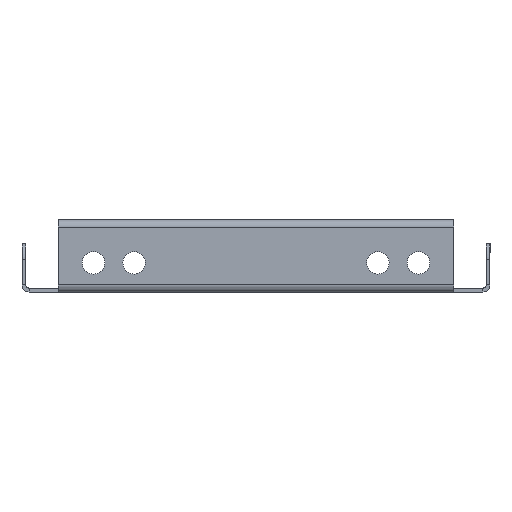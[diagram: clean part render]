
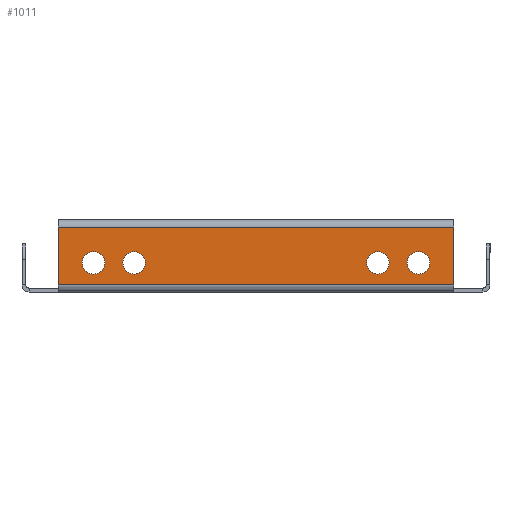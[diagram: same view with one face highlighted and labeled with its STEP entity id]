
A CAD part, left-side view. The second image highlights one B-rep face of the part: STEP entity #1011.
In plain terms, the highlighted planar face has unit normal (-1, 0, 0).
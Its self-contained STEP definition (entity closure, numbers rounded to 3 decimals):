
#25 = EDGE_LOOP ( 'NONE', ( #3290, #1116, #930, #4062 ) ) ;
#26 = LINE ( 'NONE', #53, #852 ) ;
#53 = CARTESIAN_POINT ( 'NONE',  ( -121.7, 0., 18.8 ) ) ;
#56 = DIRECTION ( 'NONE',  ( 0., -1., 0. ) ) ;
#73 = EDGE_CURVE ( 'NONE', #433, #2720, #1609, .T. ) ;
#101 = ORIENTED_EDGE ( 'NONE', *, *, #329, .T. ) ;
#114 = CARTESIAN_POINT ( 'NONE',  ( -121.7, -60.8, 18.8 ) ) ;
#131 = DIRECTION ( 'NONE',  ( 1., 0., 0. ) ) ;
#242 = VERTEX_POINT ( 'NONE', #114 ) ;
#261 = LINE ( 'NONE', #880, #1893 ) ;
#329 = EDGE_CURVE ( 'NONE', #979, #442, #574, .T. ) ;
#372 = EDGE_CURVE ( 'NONE', #2871, #1667, #4090, .T. ) ;
#375 = DIRECTION ( 'NONE',  ( 1., 0., 0. ) ) ;
#433 = VERTEX_POINT ( 'NONE', #3648 ) ;
#442 = VERTEX_POINT ( 'NONE', #522 ) ;
#522 = CARTESIAN_POINT ( 'NONE',  ( -121.7, 37.5, 11.25 ) ) ;
#574 = CIRCLE ( 'NONE', #800, 3.45 ) ;
#579 = DIRECTION ( 'NONE',  ( -1., 0., 0. ) ) ;
#592 = CARTESIAN_POINT ( 'NONE',  ( -121.7, 60.8, 0. ) ) ;
#623 = CARTESIAN_POINT ( 'NONE',  ( -121.7, 0., 0. ) ) ;
#684 = EDGE_CURVE ( 'NONE', #442, #979, #885, .T. ) ;
#798 = VECTOR ( 'NONE', #56, 1000. ) ;
#800 = AXIS2_PLACEMENT_3D ( 'NONE', #2344, #131, #2976 ) ;
#847 = CIRCLE ( 'NONE', #1216, 3.45 ) ;
#852 = VECTOR ( 'NONE', #1242, 1000. ) ;
#880 = CARTESIAN_POINT ( 'NONE',  ( -121.7, -60.8, 0. ) ) ;
#885 = CIRCLE ( 'NONE', #3427, 3.45 ) ;
#900 = CIRCLE ( 'NONE', #1035, 3.45 ) ;
#907 = CARTESIAN_POINT ( 'NONE',  ( -121.7, 50., 7.8 ) ) ;
#930 = ORIENTED_EDGE ( 'NONE', *, *, #3649, .T. ) ;
#979 = VERTEX_POINT ( 'NONE', #2449 ) ;
#1011 = ADVANCED_FACE ( 'NONE', ( #2156, #2315, #1409, #3424, #1823 ), #1232, .T. ) ;
#1022 = CARTESIAN_POINT ( 'NONE',  ( -121.7, -37.5, 4.35 ) ) ;
#1035 = AXIS2_PLACEMENT_3D ( 'NONE', #1993, #1704, #3299 ) ;
#1116 = ORIENTED_EDGE ( 'NONE', *, *, #3250, .T. ) ;
#1154 = DIRECTION ( 'NONE',  ( 0., 0., -1. ) ) ;
#1216 = AXIS2_PLACEMENT_3D ( 'NONE', #1912, #375, #3832 ) ;
#1232 = PLANE ( 'NONE',  #2892 ) ;
#1241 = DIRECTION ( 'NONE',  ( 1., 0., 0. ) ) ;
#1242 = DIRECTION ( 'NONE',  ( 0., 1., 0. ) ) ;
#1264 = DIRECTION ( 'NONE',  ( 0., 0., -1. ) ) ;
#1281 = CARTESIAN_POINT ( 'NONE',  ( -121.7, 50., 4.35 ) ) ;
#1315 = CARTESIAN_POINT ( 'NONE',  ( -121.7, -50., 11.25 ) ) ;
#1409 = FACE_BOUND ( 'NONE', #3383, .T. ) ;
#1424 = CARTESIAN_POINT ( 'NONE',  ( -121.7, -37.5, 11.25 ) ) ;
#1452 = DIRECTION ( 'NONE',  ( 1., 0., 0. ) ) ;
#1516 = DIRECTION ( 'NONE',  ( 0., 0., 1. ) ) ;
#1530 = DIRECTION ( 'NONE',  ( 0., 0., -1. ) ) ;
#1551 = VECTOR ( 'NONE', #1530, 1000. ) ;
#1578 = CARTESIAN_POINT ( 'NONE',  ( -121.7, 0., 1. ) ) ;
#1609 = CIRCLE ( 'NONE', #3453, 3.45 ) ;
#1638 = ORIENTED_EDGE ( 'NONE', *, *, #3262, .T. ) ;
#1667 = VERTEX_POINT ( 'NONE', #1424 ) ;
#1704 = DIRECTION ( 'NONE',  ( 1., 0., 0. ) ) ;
#1823 = FACE_OUTER_BOUND ( 'NONE', #25, .T. ) ;
#1889 = EDGE_CURVE ( 'NONE', #2734, #2016, #2807, .T. ) ;
#1893 = VECTOR ( 'NONE', #3425, 1000. ) ;
#1896 = DIRECTION ( 'NONE',  ( 0., 0., -1. ) ) ;
#1912 = CARTESIAN_POINT ( 'NONE',  ( -121.7, -37.5, 7.8 ) ) ;
#1917 = DIRECTION ( 'NONE',  ( 0., 0., -1. ) ) ;
#1937 = ORIENTED_EDGE ( 'NONE', *, *, #2881, .T. ) ;
#1981 = CARTESIAN_POINT ( 'NONE',  ( -121.7, -50., 7.8 ) ) ;
#1993 = CARTESIAN_POINT ( 'NONE',  ( -121.7, 50., 7.8 ) ) ;
#1997 = AXIS2_PLACEMENT_3D ( 'NONE', #3033, #1452, #1154 ) ;
#2016 = VERTEX_POINT ( 'NONE', #1315 ) ;
#2056 = AXIS2_PLACEMENT_3D ( 'NONE', #1981, #2291, #2625 ) ;
#2156 = FACE_BOUND ( 'NONE', #3530, .T. ) ;
#2210 = ORIENTED_EDGE ( 'NONE', *, *, #372, .T. ) ;
#2289 = LINE ( 'NONE', #1578, #798 ) ;
#2291 = DIRECTION ( 'NONE',  ( 1., 0., 0. ) ) ;
#2294 = EDGE_CURVE ( 'NONE', #4097, #3201, #4037, .T. ) ;
#2315 = FACE_BOUND ( 'NONE', #3371, .T. ) ;
#2344 = CARTESIAN_POINT ( 'NONE',  ( -121.7, 37.5, 7.8 ) ) ;
#2420 = ORIENTED_EDGE ( 'NONE', *, *, #73, .T. ) ;
#2449 = CARTESIAN_POINT ( 'NONE',  ( -121.7, 37.5, 4.35 ) ) ;
#2476 = EDGE_CURVE ( 'NONE', #242, #4097, #26, .T. ) ;
#2518 = VERTEX_POINT ( 'NONE', #2668 ) ;
#2554 = CARTESIAN_POINT ( 'NONE',  ( -121.7, 60.8, 1. ) ) ;
#2625 = DIRECTION ( 'NONE',  ( 0., 0., -1. ) ) ;
#2668 = CARTESIAN_POINT ( 'NONE',  ( -121.7, -60.8, 1. ) ) ;
#2720 = VERTEX_POINT ( 'NONE', #1281 ) ;
#2734 = VERTEX_POINT ( 'NONE', #2857 ) ;
#2779 = ORIENTED_EDGE ( 'NONE', *, *, #1889, .T. ) ;
#2796 = EDGE_CURVE ( 'NONE', #2720, #433, #900, .T. ) ;
#2807 = CIRCLE ( 'NONE', #3517, 3.45 ) ;
#2857 = CARTESIAN_POINT ( 'NONE',  ( -121.7, -50., 4.35 ) ) ;
#2871 = VERTEX_POINT ( 'NONE', #1022 ) ;
#2881 = EDGE_CURVE ( 'NONE', #2016, #2734, #3458, .T. ) ;
#2892 = AXIS2_PLACEMENT_3D ( 'NONE', #623, #579, #1516 ) ;
#2976 = DIRECTION ( 'NONE',  ( 0., 0., -1. ) ) ;
#3033 = CARTESIAN_POINT ( 'NONE',  ( -121.7, -37.5, 7.8 ) ) ;
#3201 = VERTEX_POINT ( 'NONE', #2554 ) ;
#3216 = DIRECTION ( 'NONE',  ( 1., 0., 0. ) ) ;
#3250 = EDGE_CURVE ( 'NONE', #3201, #2518, #2289, .T. ) ;
#3262 = EDGE_CURVE ( 'NONE', #1667, #2871, #847, .T. ) ;
#3290 = ORIENTED_EDGE ( 'NONE', *, *, #2294, .T. ) ;
#3299 = DIRECTION ( 'NONE',  ( 0., 0., -1. ) ) ;
#3371 = EDGE_LOOP ( 'NONE', ( #2210, #1638 ) ) ;
#3383 = EDGE_LOOP ( 'NONE', ( #101, #3861 ) ) ;
#3424 = FACE_BOUND ( 'NONE', #4103, .T. ) ;
#3425 = DIRECTION ( 'NONE',  ( 0., 0., 1. ) ) ;
#3427 = AXIS2_PLACEMENT_3D ( 'NONE', #4099, #3216, #1264 ) ;
#3453 = AXIS2_PLACEMENT_3D ( 'NONE', #907, #1241, #1896 ) ;
#3458 = CIRCLE ( 'NONE', #2056, 3.45 ) ;
#3494 = DIRECTION ( 'NONE',  ( 1., 0., 0. ) ) ;
#3517 = AXIS2_PLACEMENT_3D ( 'NONE', #3775, #3494, #1917 ) ;
#3530 = EDGE_LOOP ( 'NONE', ( #3854, #2420 ) ) ;
#3584 = CARTESIAN_POINT ( 'NONE',  ( -121.7, 60.8, 18.8 ) ) ;
#3648 = CARTESIAN_POINT ( 'NONE',  ( -121.7, 50., 11.25 ) ) ;
#3649 = EDGE_CURVE ( 'NONE', #2518, #242, #261, .T. ) ;
#3775 = CARTESIAN_POINT ( 'NONE',  ( -121.7, -50., 7.8 ) ) ;
#3832 = DIRECTION ( 'NONE',  ( 0., 0., -1. ) ) ;
#3854 = ORIENTED_EDGE ( 'NONE', *, *, #2796, .T. ) ;
#3861 = ORIENTED_EDGE ( 'NONE', *, *, #684, .T. ) ;
#4037 = LINE ( 'NONE', #592, #1551 ) ;
#4062 = ORIENTED_EDGE ( 'NONE', *, *, #2476, .T. ) ;
#4090 = CIRCLE ( 'NONE', #1997, 3.45 ) ;
#4097 = VERTEX_POINT ( 'NONE', #3584 ) ;
#4099 = CARTESIAN_POINT ( 'NONE',  ( -121.7, 37.5, 7.8 ) ) ;
#4103 = EDGE_LOOP ( 'NONE', ( #2779, #1937 ) ) ;
